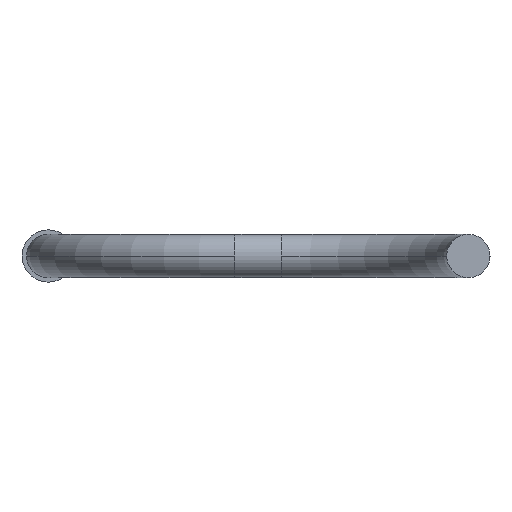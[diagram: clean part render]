
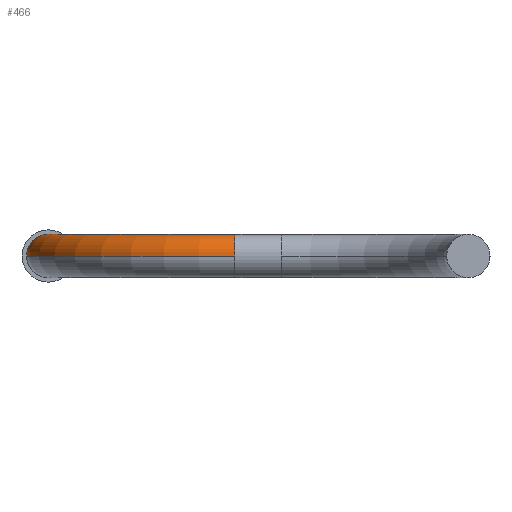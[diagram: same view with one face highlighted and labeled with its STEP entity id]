
A CAD part, left-side view. The second image highlights one B-rep face of the part: STEP entity #466.
In plain terms, the highlighted toroidal (fillet/blend) face has major radius 25.4 mm and minor radius 2.946 mm.
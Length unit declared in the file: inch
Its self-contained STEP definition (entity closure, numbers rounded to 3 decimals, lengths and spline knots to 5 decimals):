
#8 = EDGE_CURVE ( 'NONE', #215, #652, #204, .T. ) ;
#11 = CARTESIAN_POINT ( 'NONE',  ( -4., 0., 0. ) ) ;
#21 = CIRCLE ( 'NONE', #513, 1.116 ) ;
#49 = VERTEX_POINT ( 'NONE', #453 ) ;
#64 = DIRECTION ( 'NONE',  ( 1., 0., 0. ) ) ;
#73 = CARTESIAN_POINT ( 'NONE',  ( -4., -1., 0. ) ) ;
#89 = DIRECTION ( 'NONE',  ( 1., 0., 0. ) ) ;
#93 = DIRECTION ( 'NONE',  ( 1., 0., 0. ) ) ;
#95 = VERTEX_POINT ( 'NONE', #576 ) ;
#121 = DIRECTION ( 'NONE',  ( 0., -1., 0. ) ) ;
#131 = CARTESIAN_POINT ( 'NONE',  ( -5., -1., 0. ) ) ;
#143 = CARTESIAN_POINT ( 'NONE',  ( -4., -0.116, 0. ) ) ;
#157 = FACE_OUTER_BOUND ( 'NONE', #283, .T. ) ;
#162 = DIRECTION ( 'NONE',  ( 1., 0., 0. ) ) ;
#179 = DIRECTION ( 'NONE',  ( 0., 0., 1. ) ) ;
#204 = CIRCLE ( 'NONE', #498, 0.116 ) ;
#215 = VERTEX_POINT ( 'NONE', #143 ) ;
#218 = CARTESIAN_POINT ( 'NONE',  ( -4.884, -1., 0. ) ) ;
#225 = EDGE_CURVE ( 'NONE', #652, #95, #21, .T. ) ;
#228 = CARTESIAN_POINT ( 'NONE',  ( -5., -1., 0. ) ) ;
#231 = DIRECTION ( 'NONE',  ( 0., -1., 0. ) ) ;
#261 = TOROIDAL_SURFACE ( 'NONE', #474, 1., 0.116 ) ;
#264 = ORIENTED_EDGE ( 'NONE', *, *, #545, .F. ) ;
#275 = CIRCLE ( 'NONE', #304, 0.884 ) ;
#283 = EDGE_LOOP ( 'NONE', ( #325, #634, #264, #549, #534 ) ) ;
#290 = EDGE_CURVE ( 'NONE', #215, #334, #275, .T. ) ;
#303 = DIRECTION ( 'NONE',  ( 1., 0., 0. ) ) ;
#304 = AXIS2_PLACEMENT_3D ( 'NONE', #532, #606, #89 ) ;
#311 = DIRECTION ( 'NONE',  ( -1., 0., 0. ) ) ;
#313 = CIRCLE ( 'NONE', #374, 0.116 ) ;
#325 = ORIENTED_EDGE ( 'NONE', *, *, #8, .T. ) ;
#334 = VERTEX_POINT ( 'NONE', #218 ) ;
#355 = CIRCLE ( 'NONE', #581, 0.116 ) ;
#374 = AXIS2_PLACEMENT_3D ( 'NONE', #228, #121, #64 ) ;
#375 = CARTESIAN_POINT ( 'NONE',  ( -4., -1., 0. ) ) ;
#432 = DIRECTION ( 'NONE',  ( 0., 0., 1. ) ) ;
#453 = CARTESIAN_POINT ( 'NONE',  ( -5., -1., 0.116 ) ) ;
#459 = DIRECTION ( 'NONE',  ( 0., -1., 0. ) ) ;
#466 = ADVANCED_FACE ( 'NONE', ( #157 ), #261, .T. ) ;
#474 = AXIS2_PLACEMENT_3D ( 'NONE', #73, #432, #162 ) ;
#498 = AXIS2_PLACEMENT_3D ( 'NONE', #11, #311, #231 ) ;
#501 = EDGE_CURVE ( 'NONE', #334, #49, #355, .T. ) ;
#513 = AXIS2_PLACEMENT_3D ( 'NONE', #375, #179, #303 ) ;
#524 = CARTESIAN_POINT ( 'NONE',  ( -4., 0.116, 0. ) ) ;
#532 = CARTESIAN_POINT ( 'NONE',  ( -4., -1., 0. ) ) ;
#534 = ORIENTED_EDGE ( 'NONE', *, *, #290, .F. ) ;
#545 = EDGE_CURVE ( 'NONE', #49, #95, #313, .T. ) ;
#549 = ORIENTED_EDGE ( 'NONE', *, *, #501, .F. ) ;
#576 = CARTESIAN_POINT ( 'NONE',  ( -5.116, -1., 0. ) ) ;
#581 = AXIS2_PLACEMENT_3D ( 'NONE', #131, #459, #93 ) ;
#606 = DIRECTION ( 'NONE',  ( 0., 0., 1. ) ) ;
#634 = ORIENTED_EDGE ( 'NONE', *, *, #225, .T. ) ;
#652 = VERTEX_POINT ( 'NONE', #524 ) ;
